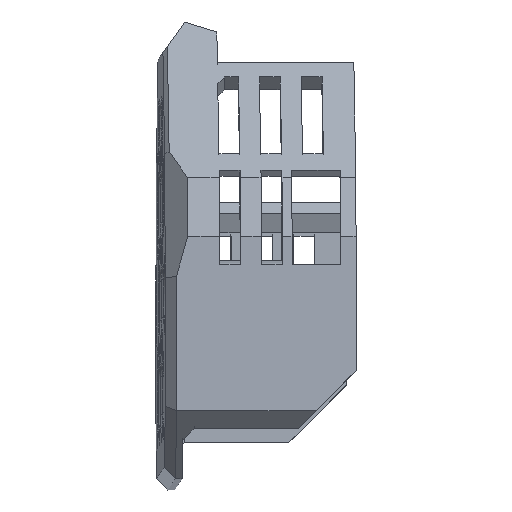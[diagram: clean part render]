
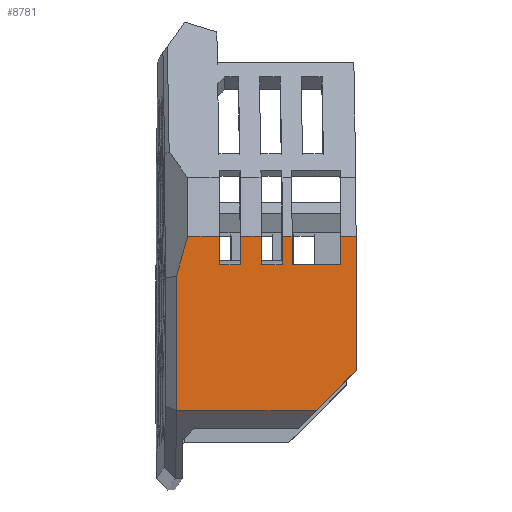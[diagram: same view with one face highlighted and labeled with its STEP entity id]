
A CAD part, left-side view. The second image highlights one B-rep face of the part: STEP entity #8781.
In plain terms, the highlighted planar face has unit normal (-1, -0.016, 0.024).
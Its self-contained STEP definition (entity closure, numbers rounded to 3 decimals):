
#382=PLANE('',#9587);
#861=FACE_OUTER_BOUND('',#1380,.T.);
#1380=EDGE_LOOP('',(#7830,#7831,#7832,#7833,#7834,#7835,#7836,#7837,#7838,
#7839,#7840,#7841,#7842,#7843,#7844,#7845,#7846,#7847));
#1567=LINE('',#12604,#2509);
#1572=LINE('',#12613,#2514);
#2237=LINE('',#14504,#3179);
#2259=LINE('',#14549,#3201);
#2260=LINE('',#14551,#3202);
#2261=LINE('',#14553,#3203);
#2262=LINE('',#14555,#3204);
#2263=LINE('',#14557,#3205);
#2264=LINE('',#14559,#3206);
#2265=LINE('',#14561,#3207);
#2266=LINE('',#14563,#3208);
#2267=LINE('',#14565,#3209);
#2268=LINE('',#14567,#3210);
#2269=LINE('',#14569,#3211);
#2270=LINE('',#14571,#3212);
#2271=LINE('',#14573,#3213);
#2272=LINE('',#14575,#3214);
#2273=LINE('',#14576,#3215);
#2509=VECTOR('',#9922,10.);
#2514=VECTOR('',#9929,10.);
#3179=VECTOR('',#11866,10.);
#3201=VECTOR('',#11898,10.);
#3202=VECTOR('',#11899,10.);
#3203=VECTOR('',#11900,10.);
#3204=VECTOR('',#11901,10.);
#3205=VECTOR('',#11902,10.);
#3206=VECTOR('',#11903,10.);
#3207=VECTOR('',#11904,10.);
#3208=VECTOR('',#11905,10.);
#3209=VECTOR('',#11906,10.);
#3210=VECTOR('',#11907,10.);
#3211=VECTOR('',#11908,10.);
#3212=VECTOR('',#11909,10.);
#3213=VECTOR('',#11910,10.);
#3214=VECTOR('',#11911,10.);
#3215=VECTOR('',#11912,10.);
#3782=VERTEX_POINT('',#12601);
#3783=VERTEX_POINT('',#12603);
#3786=VERTEX_POINT('',#12611);
#4360=VERTEX_POINT('',#14502);
#4378=VERTEX_POINT('',#14548);
#4379=VERTEX_POINT('',#14550);
#4380=VERTEX_POINT('',#14552);
#4381=VERTEX_POINT('',#14554);
#4382=VERTEX_POINT('',#14556);
#4383=VERTEX_POINT('',#14558);
#4384=VERTEX_POINT('',#14560);
#4385=VERTEX_POINT('',#14562);
#4386=VERTEX_POINT('',#14564);
#4387=VERTEX_POINT('',#14566);
#4388=VERTEX_POINT('',#14568);
#4389=VERTEX_POINT('',#14570);
#4390=VERTEX_POINT('',#14572);
#4391=VERTEX_POINT('',#14574);
#4597=EDGE_CURVE('',#3782,#3783,#1567,.T.);
#4602=EDGE_CURVE('',#3782,#3786,#1572,.T.);
#5543=EDGE_CURVE('',#4360,#3786,#2237,.T.);
#5565=EDGE_CURVE('',#4360,#4378,#2259,.T.);
#5566=EDGE_CURVE('',#4378,#4379,#2260,.T.);
#5567=EDGE_CURVE('',#4379,#4380,#2261,.F.);
#5568=EDGE_CURVE('',#4380,#4381,#2262,.T.);
#5569=EDGE_CURVE('',#4381,#4382,#2263,.T.);
#5570=EDGE_CURVE('',#4382,#4383,#2264,.T.);
#5571=EDGE_CURVE('',#4383,#4384,#2265,.F.);
#5572=EDGE_CURVE('',#4385,#4384,#2266,.T.);
#5573=EDGE_CURVE('',#4386,#4385,#2267,.T.);
#5574=EDGE_CURVE('',#4387,#4386,#2268,.T.);
#5575=EDGE_CURVE('',#4387,#4388,#2269,.F.);
#5576=EDGE_CURVE('',#4388,#4389,#2270,.T.);
#5577=EDGE_CURVE('',#4389,#4390,#2271,.T.);
#5578=EDGE_CURVE('',#4390,#4391,#2272,.T.);
#5579=EDGE_CURVE('',#4391,#3783,#2273,.F.);
#7830=ORIENTED_EDGE('',*,*,#5543,.F.);
#7831=ORIENTED_EDGE('',*,*,#5565,.T.);
#7832=ORIENTED_EDGE('',*,*,#5566,.T.);
#7833=ORIENTED_EDGE('',*,*,#5567,.T.);
#7834=ORIENTED_EDGE('',*,*,#5568,.T.);
#7835=ORIENTED_EDGE('',*,*,#5569,.T.);
#7836=ORIENTED_EDGE('',*,*,#5570,.T.);
#7837=ORIENTED_EDGE('',*,*,#5571,.T.);
#7838=ORIENTED_EDGE('',*,*,#5572,.F.);
#7839=ORIENTED_EDGE('',*,*,#5573,.F.);
#7840=ORIENTED_EDGE('',*,*,#5574,.F.);
#7841=ORIENTED_EDGE('',*,*,#5575,.T.);
#7842=ORIENTED_EDGE('',*,*,#5576,.T.);
#7843=ORIENTED_EDGE('',*,*,#5577,.T.);
#7844=ORIENTED_EDGE('',*,*,#5578,.T.);
#7845=ORIENTED_EDGE('',*,*,#5579,.T.);
#7846=ORIENTED_EDGE('',*,*,#4597,.F.);
#7847=ORIENTED_EDGE('',*,*,#4602,.T.);
#8781=ADVANCED_FACE('',(#861),#382,.F.);
#9587=AXIS2_PLACEMENT_3D('',#14547,#11896,#11897);
#9922=DIRECTION('',(0.027,-0.267,0.963));
#9929=DIRECTION('',(-0.024,0.,-1.));
#11866=DIRECTION('',(-0.016,1.,0.));
#11896=DIRECTION('center_axis',(1.,0.016,-0.024));
#11897=DIRECTION('ref_axis',(0.024,0.,1.));
#11898=DIRECTION('',(0.028,-0.707,0.707));
#11899=DIRECTION('',(0.024,0.,1.));
#11900=DIRECTION('',(0.016,-1.,0.));
#11901=DIRECTION('',(-0.024,0.,-1.));
#11902=DIRECTION('',(-0.016,1.,0.));
#11903=DIRECTION('',(0.024,0.,1.));
#11904=DIRECTION('',(0.016,-1.,0.));
#11905=DIRECTION('',(0.024,0.,1.));
#11906=DIRECTION('',(0.016,-1.,0.));
#11907=DIRECTION('',(-0.024,0.,-1.));
#11908=DIRECTION('',(0.016,-1.,0.));
#11909=DIRECTION('',(-0.024,0.,-1.));
#11910=DIRECTION('',(-0.016,1.,0.));
#11911=DIRECTION('',(0.024,0.,1.));
#11912=DIRECTION('',(0.016,-1.,0.));
#12601=CARTESIAN_POINT('',(-79.977,38.723,-4.472));
#12603=CARTESIAN_POINT('',(-79.876,37.725,-0.869));
#12604=CARTESIAN_POINT('',(-80.068,39.622,-7.712));
#12611=CARTESIAN_POINT('',(-80.264,38.719,-16.59));
#12613=CARTESIAN_POINT('',(-80.288,38.718,-17.59));
#14502=CARTESIAN_POINT('',(-80.064,26.12,-16.59));
#14504=CARTESIAN_POINT('',(-80.048,25.12,-16.59));
#14547=CARTESIAN_POINT('Origin',(-80.012,25.121,-15.053));
#14548=CARTESIAN_POINT('',(-79.921,22.522,-12.991));
#14549=CARTESIAN_POINT('',(-80.078,26.486,-16.956));
#14550=CARTESIAN_POINT('',(-79.635,22.527,-0.869));
#14551=CARTESIAN_POINT('',(-79.853,22.523,-10.096));
#14552=CARTESIAN_POINT('',(-79.657,23.912,-0.869));
#14553=CARTESIAN_POINT('',(-79.676,25.127,-0.869));
#14554=CARTESIAN_POINT('',(-79.717,23.911,-3.431));
#14555=CARTESIAN_POINT('',(-79.779,23.91,-6.036));
#14556=CARTESIAN_POINT('',(-79.787,28.297,-3.431));
#14557=CARTESIAN_POINT('',(-79.739,25.268,-3.431));
#14558=CARTESIAN_POINT('',(-79.727,28.298,-0.869));
#14559=CARTESIAN_POINT('',(-79.898,28.295,-8.121));
#14560=CARTESIAN_POINT('',(-79.741,29.183,-0.869));
#14561=CARTESIAN_POINT('',(-79.676,25.127,-0.869));
#14562=CARTESIAN_POINT('',(-79.801,29.182,-3.431));
#14563=CARTESIAN_POINT('',(-79.863,29.181,-6.036));
#14564=CARTESIAN_POINT('',(-79.831,31.068,-3.431));
#14565=CARTESIAN_POINT('',(-79.724,24.326,-3.431));
#14566=CARTESIAN_POINT('',(-79.771,31.069,-0.869));
#14567=CARTESIAN_POINT('',(-79.942,31.066,-8.121));
#14568=CARTESIAN_POINT('',(-79.801,32.954,-0.869));
#14569=CARTESIAN_POINT('',(-79.676,25.127,-0.869));
#14570=CARTESIAN_POINT('',(-79.861,32.953,-3.431));
#14571=CARTESIAN_POINT('',(-79.923,32.952,-6.036));
#14572=CARTESIAN_POINT('',(-79.891,34.839,-3.431));
#14573=CARTESIAN_POINT('',(-79.724,24.326,-3.431));
#14574=CARTESIAN_POINT('',(-79.83,34.84,-0.869));
#14575=CARTESIAN_POINT('',(-80.002,34.837,-8.121));
#14576=CARTESIAN_POINT('',(-79.676,25.127,-0.869));
